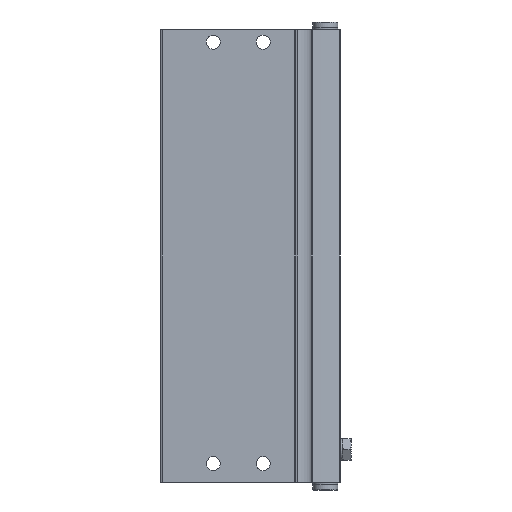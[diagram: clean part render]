
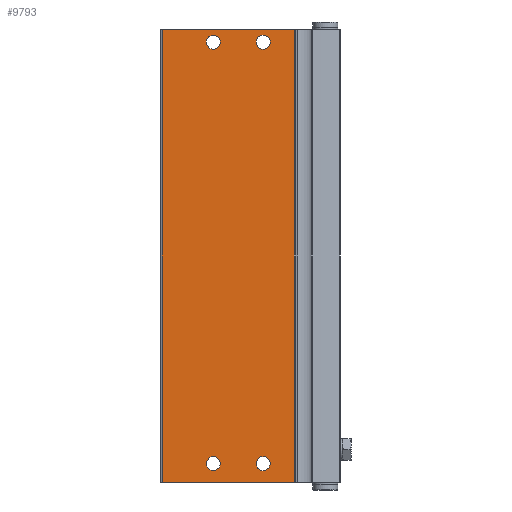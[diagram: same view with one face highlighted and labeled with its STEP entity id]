
A CAD part, front view. The second image highlights one B-rep face of the part: STEP entity #9793.
In plain terms, the highlighted planar face has unit normal (0, -1, 0).
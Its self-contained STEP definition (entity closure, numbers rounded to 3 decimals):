
#338=LINE('',#16707,#937);
#339=LINE('',#16717,#938);
#340=LINE('',#16719,#939);
#341=LINE('',#16721,#940);
#937=VECTOR('',#12319,1000.);
#938=VECTOR('',#12330,1000.);
#939=VECTOR('',#12331,1000.);
#940=VECTOR('',#12332,1000.);
#1506=PLANE('',#10952);
#1827=CIRCLE('',#10953,2.25);
#1828=CIRCLE('',#10954,2.25);
#1829=CIRCLE('',#10955,2.25);
#1830=CIRCLE('',#10956,2.25);
#2559=ORIENTED_EDGE('',*,*,#5002,.F.);
#2560=ORIENTED_EDGE('',*,*,#5003,.F.);
#2561=ORIENTED_EDGE('',*,*,#5004,.F.);
#2562=ORIENTED_EDGE('',*,*,#5005,.F.);
#2563=ORIENTED_EDGE('',*,*,#5006,.F.);
#2564=ORIENTED_EDGE('',*,*,#5001,.F.);
#2565=ORIENTED_EDGE('',*,*,#5007,.T.);
#2566=ORIENTED_EDGE('',*,*,#5008,.T.);
#5001=EDGE_CURVE('',#6210,#6209,#338,.T.);
#5002=EDGE_CURVE('',#6211,#6211,#1827,.T.);
#5003=EDGE_CURVE('',#6212,#6212,#1828,.T.);
#5004=EDGE_CURVE('',#6213,#6213,#1829,.T.);
#5005=EDGE_CURVE('',#6214,#6214,#1830,.T.);
#5006=EDGE_CURVE('',#6209,#6215,#339,.T.);
#5007=EDGE_CURVE('',#6210,#6216,#340,.T.);
#5008=EDGE_CURVE('',#6216,#6215,#341,.T.);
#6209=VERTEX_POINT('',#16704);
#6210=VERTEX_POINT('',#16706);
#6211=VERTEX_POINT('',#16710);
#6212=VERTEX_POINT('',#16712);
#6213=VERTEX_POINT('',#16714);
#6214=VERTEX_POINT('',#16716);
#6215=VERTEX_POINT('',#16718);
#6216=VERTEX_POINT('',#16720);
#7308=EDGE_LOOP('',(#2559));
#7309=EDGE_LOOP('',(#2560));
#7310=EDGE_LOOP('',(#2561));
#7311=EDGE_LOOP('',(#2562));
#7312=EDGE_LOOP('',(#2563,#2564,#2565,#2566));
#8459=FACE_BOUND('',#7308,.T.);
#8460=FACE_BOUND('',#7309,.T.);
#8461=FACE_BOUND('',#7310,.T.);
#8462=FACE_BOUND('',#7311,.T.);
#8463=FACE_BOUND('',#7312,.T.);
#9793=ADVANCED_FACE('',(#8459,#8460,#8461,#8462,#8463),#1506,.T.);
#10952=AXIS2_PLACEMENT_3D('',#16708,#12320,#12321);
#10953=AXIS2_PLACEMENT_3D('',#16709,#12322,#12323);
#10954=AXIS2_PLACEMENT_3D('',#16711,#12324,#12325);
#10955=AXIS2_PLACEMENT_3D('',#16713,#12326,#12327);
#10956=AXIS2_PLACEMENT_3D('',#16715,#12328,#12329);
#12319=DIRECTION('',(0.,0.,1.));
#12320=DIRECTION('',(0.,-1.,0.));
#12321=DIRECTION('',(0.,0.,-1.));
#12322=DIRECTION('',(0.,-1.,0.));
#12323=DIRECTION('',(0.,0.,-1.));
#12324=DIRECTION('',(0.,-1.,0.));
#12325=DIRECTION('',(0.,0.,-1.));
#12326=DIRECTION('',(0.,-1.,0.));
#12327=DIRECTION('',(0.,0.,-1.));
#12328=DIRECTION('',(0.,-1.,0.));
#12329=DIRECTION('',(0.,0.,-1.));
#12330=DIRECTION('',(1.,0.,0.));
#12331=DIRECTION('',(1.,0.,0.));
#12332=DIRECTION('',(0.,0.,1.));
#16704=CARTESIAN_POINT('',(-18.069,0.,0.));
#16706=CARTESIAN_POINT('',(-18.069,0.,-145.5));
#16707=CARTESIAN_POINT('',(-18.069,0.,-145.5));
#16708=CARTESIAN_POINT('',(-18.069,0.,-145.5));
#16709=CARTESIAN_POINT('',(-8.,0.,-6.));
#16710=CARTESIAN_POINT('',(-8.,0.,-8.25));
#16711=CARTESIAN_POINT('',(-8.,0.,-141.5));
#16712=CARTESIAN_POINT('',(-8.,0.,-143.75));
#16713=CARTESIAN_POINT('',(8.,0.,-141.5));
#16714=CARTESIAN_POINT('',(8.,0.,-143.75));
#16715=CARTESIAN_POINT('',(8.,0.,-6.));
#16716=CARTESIAN_POINT('',(8.,0.,-8.25));
#16717=CARTESIAN_POINT('',(-18.069,0.,0.));
#16718=CARTESIAN_POINT('',(24.5,0.,0.));
#16719=CARTESIAN_POINT('',(-18.069,0.,-145.5));
#16720=CARTESIAN_POINT('',(24.5,0.,-145.5));
#16721=CARTESIAN_POINT('',(24.5,0.,-145.5));
